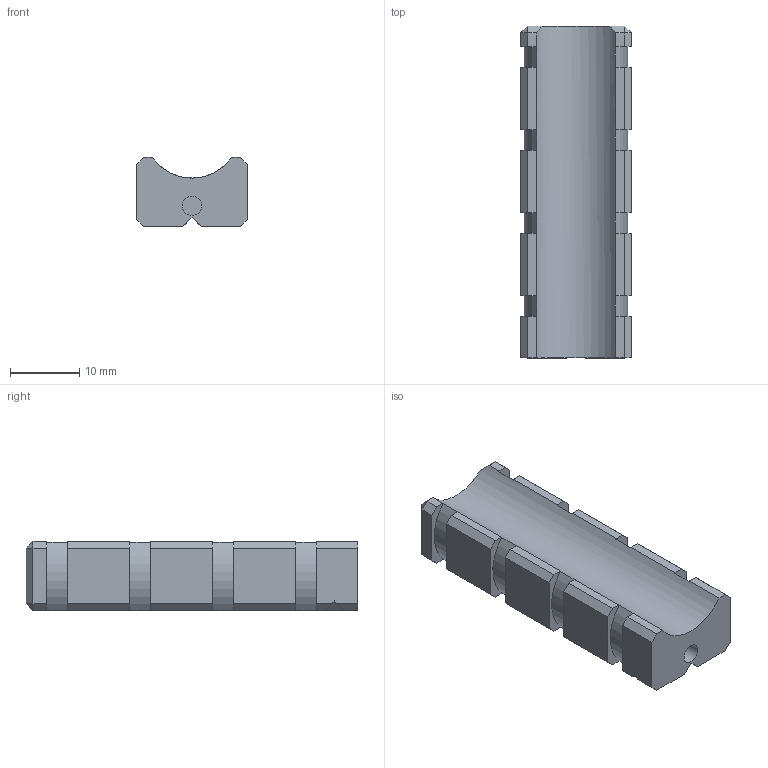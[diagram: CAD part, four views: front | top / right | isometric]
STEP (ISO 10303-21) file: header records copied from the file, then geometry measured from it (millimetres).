
FILE_DESCRIPTION(('FreeCAD Model'),'2;1');
FILE_NAME('Open CASCADE Shape Model','2023-05-05T16:50:33',('Author'),( ''),'Open CASCADE STEP processor 7.5','FreeCAD','Unknown');
FILE_SCHEMA(('AUTOMOTIVE_DESIGN { 1 0 10303 214 1 1 1 1 }'));
Length unit declared in the file: millimetre
Products named in the file (1): x.motor.wire.fastener
Bounding box: 16 x 48 x 10 mm (x, y, z)
Volume: 6006.8 mm3; surface area: 2959.4 mm2
Topology: 1 solids, 1 shells, 89 faces, 252 edges, 166 vertices
Faces by surface type: plane 79, cylinder 10
Full cylindrical faces by diameter (mm): 2.8 x1
Entity records: 5938 total; most frequent: CARTESIAN_POINT 1252, DIRECTION 750, ORIENTED_EDGE 504, PCURVE 504, DEFINITIONAL_REPRESENTATION 504, LINE 432, VECTOR 432, EDGE_CURVE 252
